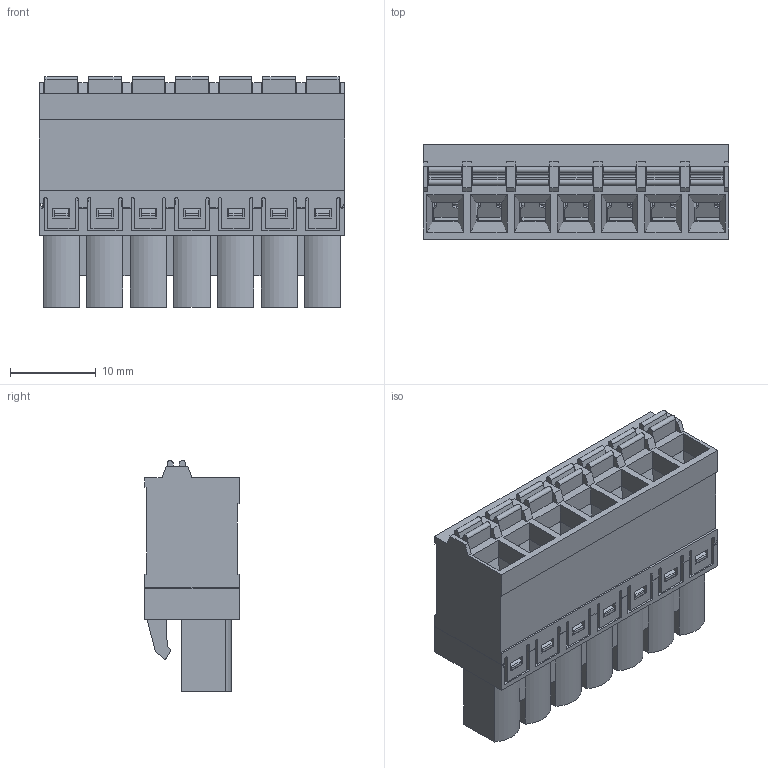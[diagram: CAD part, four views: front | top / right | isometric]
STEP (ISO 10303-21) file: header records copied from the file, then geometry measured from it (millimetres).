
FILE_DESCRIPTION(/* description */ ('Unknown'),/* implementation_level */ '2;1');
FILE_NAME(/* name */ '691304500007',/* time_stamp */ '2021-06-03T13:55:43+02:00',/* author */ ('Unknown'),/* organization */ ('Unknown'),/* preprocessor_version */ 'ST-DEVELOPER v16.7',/* originating_system */ 'Solid Edge',/* authorisation */ 'Unknown');
FILE_SCHEMA (('AUTOMOTIVE_DESIGN {1 0 10303 214 3 1 1}'));
Length unit declared in the file: millimetre
Products named in the file (6): 6913045000xx; 691304500007; 691304530007_Bas; 6913045300xx_Levier; 6913045300xx_Lamelle; 6913045300xx_Pin
Assembly tree (23 placements, depth 2):
  6913045000xx
    691304500007
    691304530007_Bas
    6913045300xx_Levier  x7
    6913045300xx_Lamelle  x7
    6913045300xx_Pin  x7
Bounding box: 35.56 x 11 x 26.91 mm (x, y, z)
Volume: 4338.6 mm3; surface area: 13911.1 mm2
Topology: 23 solids, 23 shells, 2701 faces, 7520 edges, 4884 vertices
Faces by surface type: plane 2030, cylinder 643, bspline 21, cone 7
Full cylindrical faces by diameter (mm): 1.5 x7, 3 x7
Entity records: 45729 total; most frequent: CARTESIAN_POINT 8212, ORIENTED_EDGE 7998, DIRECTION 7255, EDGE_CURVE 3999, LINE 3639, VECTOR 3639, VERTEX_POINT 2608, AXIS2_PLACEMENT_3D 1808
